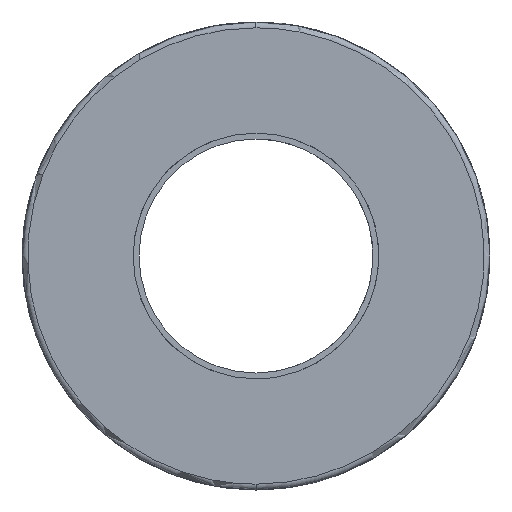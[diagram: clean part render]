
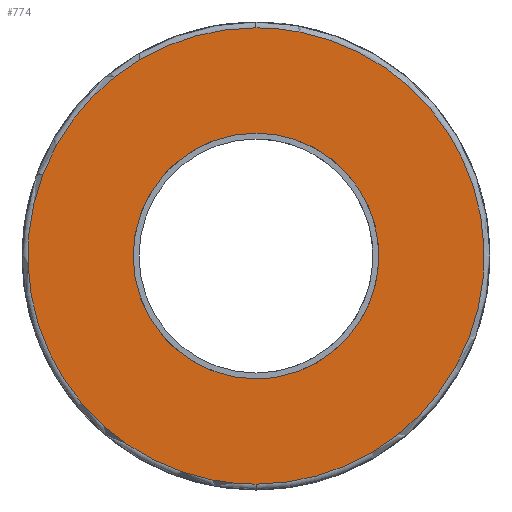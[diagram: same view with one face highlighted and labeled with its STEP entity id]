
A CAD part, left-side view. The second image highlights one B-rep face of the part: STEP entity #774.
In plain terms, the highlighted planar face has unit normal (-1, 0, 0).
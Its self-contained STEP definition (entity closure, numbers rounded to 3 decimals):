
#608=AXIS2_PLACEMENT_3D('Circle Axis2P3D',#606,#607,$) ;
#714=AXIS2_PLACEMENT_3D('Plane Axis2P3D',#711,#712,#713) ;
#596=CARTESIAN_POINT('Vertex',(0.,0.,-4.2)) ;
#603=CARTESIAN_POINT('Vertex',(0.,0.,4.2)) ;
#606=CARTESIAN_POINT('Axis2P3D Location',(0.,0.,0.)) ;
#624=CARTESIAN_POINT('Control Point',(0.,0.,4.2)) ;
#625=CARTESIAN_POINT('Control Point',(0.,-0.66,4.2)) ;
#626=CARTESIAN_POINT('Control Point',(0.,-1.319,4.07)) ;
#627=CARTESIAN_POINT('Control Point',(0.,-1.945,3.811)) ;
#628=CARTESIAN_POINT('Control Point',(0.,-3.061,3.061)) ;
#629=CARTESIAN_POINT('Control Point',(0.,-3.811,1.945)) ;
#630=CARTESIAN_POINT('Control Point',(0.,-4.07,1.319)) ;
#631=CARTESIAN_POINT('Control Point',(0.,-4.33,0.)) ;
#632=CARTESIAN_POINT('Control Point',(0.,-4.07,-1.319)) ;
#633=CARTESIAN_POINT('Control Point',(0.,-3.811,-1.945)) ;
#634=CARTESIAN_POINT('Control Point',(0.,-3.061,-3.061)) ;
#635=CARTESIAN_POINT('Control Point',(0.,-1.945,-3.811)) ;
#636=CARTESIAN_POINT('Control Point',(0.,-1.319,-4.07)) ;
#637=CARTESIAN_POINT('Control Point',(0.,-0.66,-4.2)) ;
#638=CARTESIAN_POINT('Control Point',(0.,0.,-4.2)) ;
#711=CARTESIAN_POINT('Axis2P3D Location',(0.,0.,-4.)) ;
#717=CARTESIAN_POINT('Control Point',(0.,0.,7.8)) ;
#718=CARTESIAN_POINT('Control Point',(0.,0.821,7.8)) ;
#719=CARTESIAN_POINT('Control Point',(0.,1.642,7.692)) ;
#720=CARTESIAN_POINT('Control Point',(0.,2.444,7.476)) ;
#721=CARTESIAN_POINT('Control Point',(0.,3.972,6.838)) ;
#722=CARTESIAN_POINT('Control Point',(0.,5.283,5.827)) ;
#723=CARTESIAN_POINT('Control Point',(0.,5.868,5.237)) ;
#724=CARTESIAN_POINT('Control Point',(0.,6.869,3.918)) ;
#725=CARTESIAN_POINT('Control Point',(0.,7.495,2.385)) ;
#726=CARTESIAN_POINT('Control Point',(0.,7.705,1.581)) ;
#727=CARTESIAN_POINT('Control Point',(0.,7.908,-0.063)) ;
#728=CARTESIAN_POINT('Control Point',(0.,7.679,-1.703)) ;
#729=CARTESIAN_POINT('Control Point',(0.,7.456,-2.503)) ;
#730=CARTESIAN_POINT('Control Point',(0.,6.806,-4.026)) ;
#731=CARTESIAN_POINT('Control Point',(0.,5.785,-5.329)) ;
#732=CARTESIAN_POINT('Control Point',(0.,5.19,-5.909)) ;
#733=CARTESIAN_POINT('Control Point',(0.,3.883,-6.885)) ;
#734=CARTESIAN_POINT('Control Point',(0.,2.371,-7.495)) ;
#735=CARTESIAN_POINT('Control Point',(0.,1.592,-7.698)) ;
#736=CARTESIAN_POINT('Control Point',(0.,0.796,-7.8)) ;
#737=CARTESIAN_POINT('Control Point',(0.,0.,-7.8)) ;
#738=CARTESIAN_POINT('Vertex',(0.,0.,7.8)) ;
#740=CARTESIAN_POINT('Vertex',(0.,0.,-7.8)) ;
#744=CARTESIAN_POINT('Control Point',(0.,0.,-7.8)) ;
#745=CARTESIAN_POINT('Control Point',(0.,-0.821,-7.8)) ;
#746=CARTESIAN_POINT('Control Point',(0.,-1.642,-7.692)) ;
#747=CARTESIAN_POINT('Control Point',(0.,-2.444,-7.476)) ;
#748=CARTESIAN_POINT('Control Point',(0.,-3.972,-6.838)) ;
#749=CARTESIAN_POINT('Control Point',(0.,-5.283,-5.827)) ;
#750=CARTESIAN_POINT('Control Point',(0.,-5.868,-5.237)) ;
#751=CARTESIAN_POINT('Control Point',(0.,-6.869,-3.918)) ;
#752=CARTESIAN_POINT('Control Point',(0.,-7.495,-2.385)) ;
#753=CARTESIAN_POINT('Control Point',(0.,-7.705,-1.581)) ;
#754=CARTESIAN_POINT('Control Point',(0.,-7.908,0.063)) ;
#755=CARTESIAN_POINT('Control Point',(0.,-7.679,1.703)) ;
#756=CARTESIAN_POINT('Control Point',(0.,-7.456,2.503)) ;
#757=CARTESIAN_POINT('Control Point',(0.,-6.806,4.026)) ;
#758=CARTESIAN_POINT('Control Point',(0.,-5.785,5.329)) ;
#759=CARTESIAN_POINT('Control Point',(0.,-5.19,5.909)) ;
#760=CARTESIAN_POINT('Control Point',(0.,-3.883,6.885)) ;
#761=CARTESIAN_POINT('Control Point',(0.,-2.371,7.495)) ;
#762=CARTESIAN_POINT('Control Point',(0.,-1.592,7.698)) ;
#763=CARTESIAN_POINT('Control Point',(0.,-0.796,7.8)) ;
#764=CARTESIAN_POINT('Control Point',(0.,0.,7.8)) ;
#607=DIRECTION('Axis2P3D Direction',(1.,0.,0.)) ;
#712=DIRECTION('Axis2P3D Direction',(-1.,0.,0.)) ;
#713=DIRECTION('Axis2P3D XDirection',(0.,1.,0.)) ;
#767=ORIENTED_EDGE('',*,*,#742,.T.) ;
#768=ORIENTED_EDGE('',*,*,#765,.T.) ;
#771=ORIENTED_EDGE('',*,*,#610,.T.) ;
#772=ORIENTED_EDGE('',*,*,#639,.T.) ;
#773=FACE_BOUND('',#770,.T.) ;
#774=ADVANCED_FACE('',(#769,#773),#715,.T.) ;
#623=B_SPLINE_CURVE_WITH_KNOTS('',5,(#624,#625,#626,#627,#628,#629,#630,#631,#632,#633,#634,#635,#636,#637,#638),.UNSPECIFIED.,.F.,.U.,(6,3,3,3,6),(-6.597,-3.299,0.,3.299,6.597),.UNSPECIFIED.) ;
#716=B_SPLINE_CURVE_WITH_KNOTS('',5,(#717,#718,#719,#720,#721,#722,#723,#724,#725,#726,#727,#728,#729,#730,#731,#732,#733,#734,#735,#736,#737),.UNSPECIFIED.,.F.,.U.,(6,3,3,3,3,3,6),(0.,5.805,11.609,17.414,23.219,29.024,34.654),.UNSPECIFIED.) ;
#743=B_SPLINE_CURVE_WITH_KNOTS('',5,(#744,#745,#746,#747,#748,#749,#750,#751,#752,#753,#754,#755,#756,#757,#758,#759,#760,#761,#762,#763,#764),.UNSPECIFIED.,.F.,.U.,(6,3,3,3,3,3,6),(0.,5.805,11.609,17.414,23.219,29.024,34.654),.UNSPECIFIED.) ;
#609=CIRCLE('generated circle',#608,4.2) ;
#610=EDGE_CURVE('',#597,#604,#609,.T.) ;
#639=EDGE_CURVE('',#604,#597,#623,.T.) ;
#742=EDGE_CURVE('',#739,#741,#716,.T.) ;
#765=EDGE_CURVE('',#741,#739,#743,.T.) ;
#766=EDGE_LOOP('',(#767,#768)) ;
#770=EDGE_LOOP('',(#771,#772)) ;
#769=FACE_OUTER_BOUND('',#766,.T.) ;
#715=PLANE('Plane',#714) ;
#597=VERTEX_POINT('',#596) ;
#604=VERTEX_POINT('',#603) ;
#739=VERTEX_POINT('',#738) ;
#741=VERTEX_POINT('',#740) ;
